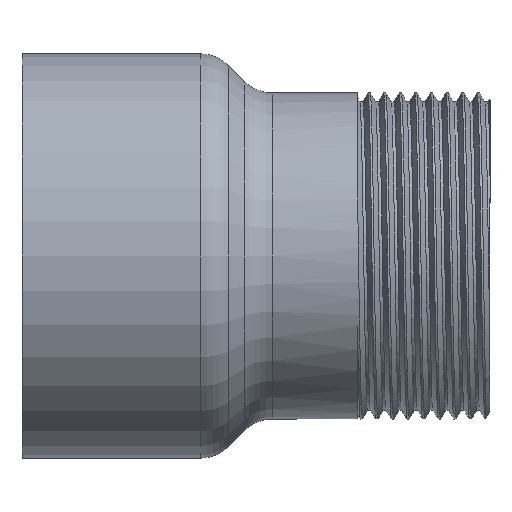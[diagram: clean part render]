
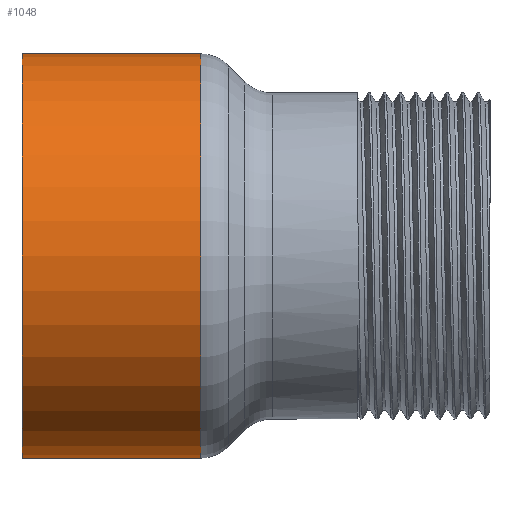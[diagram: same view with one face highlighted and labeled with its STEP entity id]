
A CAD part, front view. The second image highlights one B-rep face of the part: STEP entity #1048.
In plain terms, the highlighted cylindrical face has radius 25.911 mm (diameter 51.822 mm), a full revolution.
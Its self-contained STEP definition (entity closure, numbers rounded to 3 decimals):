
#76=FACE_OUTER_BOUND('',#133,.T.);
#133=EDGE_LOOP('',(#824,#825,#826,#827,#828));
#175=CIRCLE('',#1145,25.911);
#176=CIRCLE('',#1146,25.911);
#177=CIRCLE('',#1148,25.911);
#314=LINE('',#3525,#354);
#354=VECTOR('',#1348,25.911);
#455=VERTEX_POINT('',#3517);
#456=VERTEX_POINT('',#3519);
#457=VERTEX_POINT('',#3523);
#605=EDGE_CURVE('',#455,#456,#175,.T.);
#606=EDGE_CURVE('',#456,#455,#176,.T.);
#607=EDGE_CURVE('',#457,#457,#177,.T.);
#608=EDGE_CURVE('',#457,#456,#314,.T.);
#824=ORIENTED_EDGE('',*,*,#607,.F.);
#825=ORIENTED_EDGE('',*,*,#608,.T.);
#826=ORIENTED_EDGE('',*,*,#605,.F.);
#827=ORIENTED_EDGE('',*,*,#606,.F.);
#828=ORIENTED_EDGE('',*,*,#608,.F.);
#1001=CYLINDRICAL_SURFACE('',#1147,25.911);
#1048=ADVANCED_FACE('',(#76),#1001,.T.);
#1145=AXIS2_PLACEMENT_3D('',#3520,#1340,#1341);
#1146=AXIS2_PLACEMENT_3D('',#3521,#1342,#1343);
#1147=AXIS2_PLACEMENT_3D('',#3522,#1344,#1345);
#1148=AXIS2_PLACEMENT_3D('',#3524,#1346,#1347);
#1340=DIRECTION('center_axis',(1.,0.,0.));
#1341=DIRECTION('ref_axis',(0.,0.,-1.));
#1342=DIRECTION('center_axis',(1.,0.,0.));
#1343=DIRECTION('ref_axis',(0.,0.,-1.));
#1344=DIRECTION('center_axis',(-1.,0.,0.));
#1345=DIRECTION('ref_axis',(0.,0.,1.));
#1346=DIRECTION('center_axis',(-1.,0.,0.));
#1347=DIRECTION('ref_axis',(0.,0.,1.));
#1348=DIRECTION('',(1.,0.,0.));
#3517=CARTESIAN_POINT('',(-7.071,0.,25.911));
#3519=CARTESIAN_POINT('',(-7.071,0.,-25.911));
#3520=CARTESIAN_POINT('Origin',(-7.071,0.,0.));
#3521=CARTESIAN_POINT('Origin',(-7.071,0.,0.));
#3522=CARTESIAN_POINT('Origin',(-15.,0.,0.));
#3523=CARTESIAN_POINT('',(-30.,0.,-25.911));
#3524=CARTESIAN_POINT('Origin',(-30.,0.,0.));
#3525=CARTESIAN_POINT('',(-15.,0.,-25.911));
